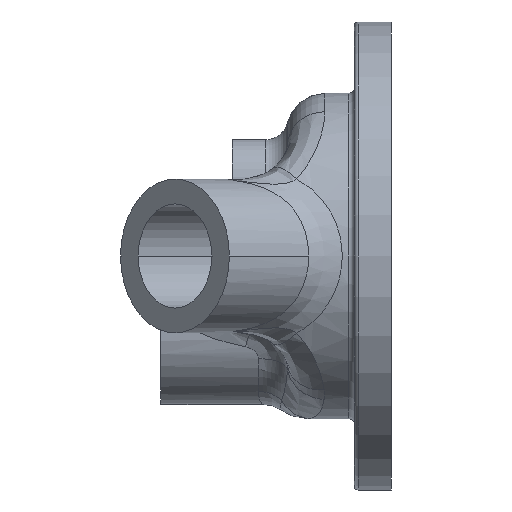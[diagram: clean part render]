
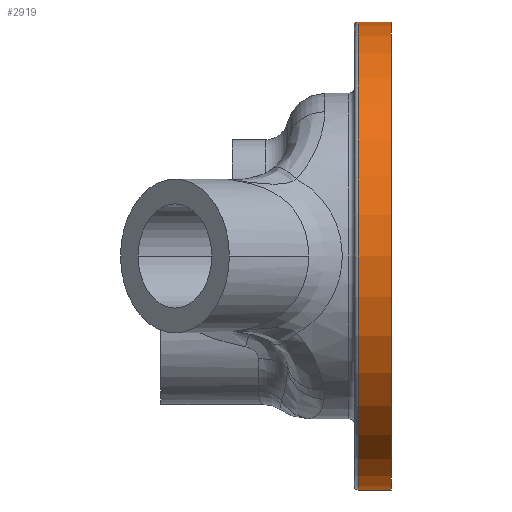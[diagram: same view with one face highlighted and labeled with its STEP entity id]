
A CAD part, left-side view. The second image highlights one B-rep face of the part: STEP entity #2919.
In plain terms, the highlighted cylindrical face has radius 40.183 mm (diameter 80.366 mm), a partial arc.
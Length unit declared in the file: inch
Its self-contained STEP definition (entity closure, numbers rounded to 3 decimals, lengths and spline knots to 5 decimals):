
#573 = VECTOR ( 'NONE', #11568, 39.37008 ) ;
#1795 = VERTEX_POINT ( 'NONE', #4638 ) ;
#1797 = EDGE_CURVE ( 'NONE', #1795, #6963, #1960, .T. ) ;
#1960 = CIRCLE ( 'NONE', #7939, 1.582 ) ;
#2008 = DIRECTION ( 'NONE',  ( 0., -1., 0. ) ) ;
#2643 = DIRECTION ( 'NONE',  ( 0., 1., 0. ) ) ;
#2852 = LINE ( 'NONE', #6791, #573 ) ;
#2919 = ADVANCED_FACE ( 'NONE', ( #9336 ), #4424, .T. ) ;
#3112 = CARTESIAN_POINT ( 'NONE',  ( 0., 0.225, -1.582 ) ) ;
#3247 = ORIENTED_EDGE ( 'NONE', *, *, #11816, .T. ) ;
#3266 = DIRECTION ( 'NONE',  ( 0., -1., 0. ) ) ;
#3866 = ORIENTED_EDGE ( 'NONE', *, *, #9201, .F. ) ;
#4077 = CARTESIAN_POINT ( 'NONE',  ( 0., 0.225, 0. ) ) ;
#4289 = LINE ( 'NONE', #8363, #12567 ) ;
#4424 = CYLINDRICAL_SURFACE ( 'NONE', #11980, 1.582 ) ;
#4638 = CARTESIAN_POINT ( 'NONE',  ( 0., 0., -1.582 ) ) ;
#5101 = AXIS2_PLACEMENT_3D ( 'NONE', #4077, #2008, #8921 ) ;
#5533 = DIRECTION ( 'NONE',  ( 0., 0., -1. ) ) ;
#6280 = EDGE_CURVE ( 'NONE', #12084, #10296, #7366, .T. ) ;
#6791 = CARTESIAN_POINT ( 'NONE',  ( 0., 7.02898, 1.582 ) ) ;
#6963 = VERTEX_POINT ( 'NONE', #12150 ) ;
#7366 = CIRCLE ( 'NONE', #5101, 1.582 ) ;
#7589 = DIRECTION ( 'NONE',  ( 0., -1., 0. ) ) ;
#7939 = AXIS2_PLACEMENT_3D ( 'NONE', #9738, #2643, #9798 ) ;
#8363 = CARTESIAN_POINT ( 'NONE',  ( 0., 7.02898, -1.582 ) ) ;
#8921 = DIRECTION ( 'NONE',  ( 0., 0., 1. ) ) ;
#9201 = EDGE_CURVE ( 'NONE', #12084, #6963, #2852, .T. ) ;
#9336 = FACE_OUTER_BOUND ( 'NONE', #12040, .T. ) ;
#9738 = CARTESIAN_POINT ( 'NONE',  ( 0., 0., 0. ) ) ;
#9798 = DIRECTION ( 'NONE',  ( 0., 0., 1. ) ) ;
#10296 = VERTEX_POINT ( 'NONE', #3112 ) ;
#10517 = CARTESIAN_POINT ( 'NONE',  ( 0., 0.225, 1.582 ) ) ;
#11528 = CARTESIAN_POINT ( 'NONE',  ( 0., 7.02898, 0. ) ) ;
#11568 = DIRECTION ( 'NONE',  ( 0., -1., 0. ) ) ;
#11571 = ORIENTED_EDGE ( 'NONE', *, *, #1797, .T. ) ;
#11816 = EDGE_CURVE ( 'NONE', #10296, #1795, #4289, .T. ) ;
#11980 = AXIS2_PLACEMENT_3D ( 'NONE', #11528, #7589, #5533 ) ;
#12040 = EDGE_LOOP ( 'NONE', ( #3866, #12071, #3247, #11571 ) ) ;
#12071 = ORIENTED_EDGE ( 'NONE', *, *, #6280, .T. ) ;
#12084 = VERTEX_POINT ( 'NONE', #10517 ) ;
#12150 = CARTESIAN_POINT ( 'NONE',  ( 0., 0., 1.582 ) ) ;
#12567 = VECTOR ( 'NONE', #3266, 39.37008 ) ;
